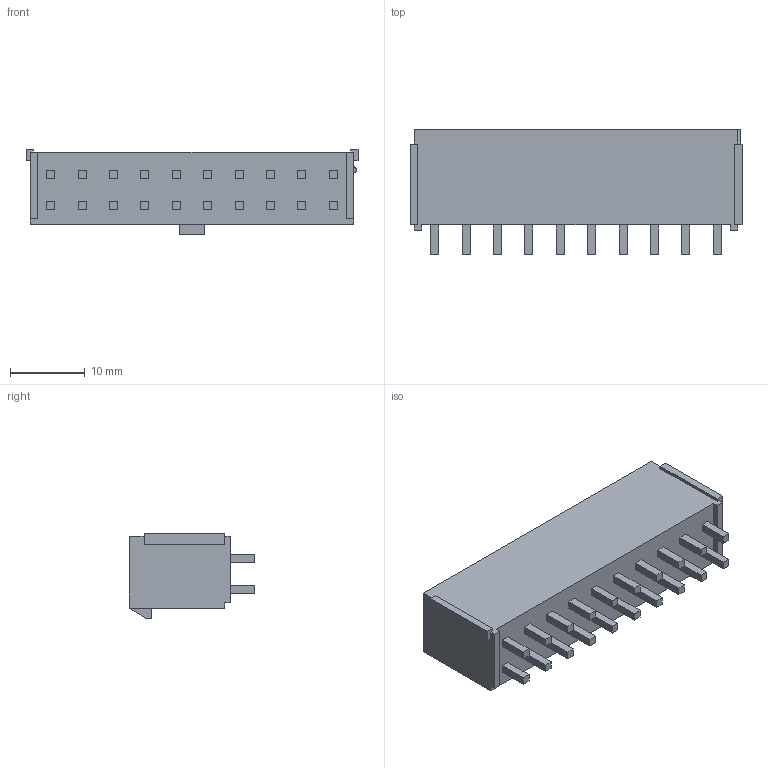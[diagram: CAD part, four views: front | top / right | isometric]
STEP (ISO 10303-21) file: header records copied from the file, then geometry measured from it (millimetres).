
FILE_DESCRIPTION((''),'2;1');
FILE_NAME('874272042','2010-10-19T',('pnb'),(''),'PRO/ENGINEER BY PARAMETRIC TECHNOLOGY CORPORATION, 2003451','PRO/ENGINEER BY PARAMETRIC TECHNOLOGY CORPORATION, 2003451','');
FILE_SCHEMA(('CONFIG_CONTROL_DESIGN'));
Length unit declared in the file: millimetre
Products named in the file (1): 874272042
Bounding box: 44.4 x 16.8 x 11.4 mm (x, y, z)
Volume: 3268.4 mm3; surface area: 5605.5 mm2
Topology: 1 solids, 1 shells, 351 faces, 905 edges, 616 vertices
Faces by surface type: plane 350, cylinder 1
Entity records: 10496 total; most frequent: CARTESIAN_POINT 1834, ORIENTED_EDGE 1730, DIRECTION 1653, EDGE_CURVE 865, VECTOR 863, LINE 863, VERTEX_POINT 576, EDGE_LOOP 411
